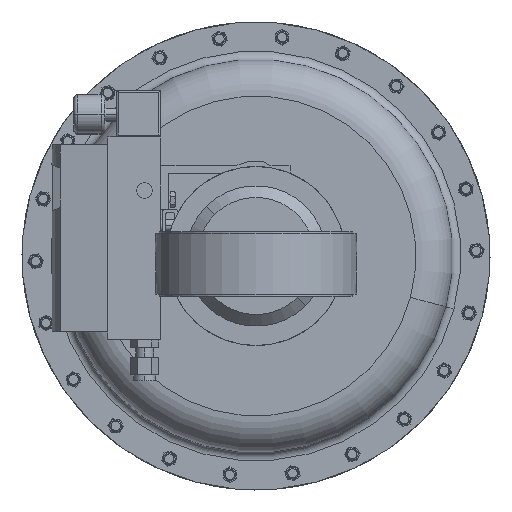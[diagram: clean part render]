
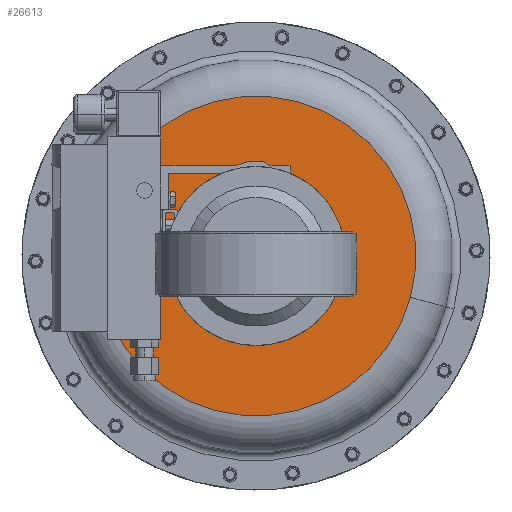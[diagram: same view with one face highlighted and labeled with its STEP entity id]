
A CAD part, front view. The second image highlights one B-rep face of the part: STEP entity #26613.
In plain terms, the highlighted planar face has unit normal (0, -1, 0).
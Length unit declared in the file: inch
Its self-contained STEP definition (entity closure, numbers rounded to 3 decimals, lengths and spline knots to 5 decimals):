
#176 = CIRCLE ( 'NONE', #34042, 5.125 ) ;
#797 = EDGE_CURVE ( 'NONE', #1650, #15381, #17364, .T. ) ;
#1552 = AXIS2_PLACEMENT_3D ( 'NONE', #12807, #34711, #15947 ) ;
#1650 = VERTEX_POINT ( 'NONE', #14168 ) ;
#2682 = DIRECTION ( 'NONE',  ( 0.966, 0., -0.259 ) ) ;
#2992 = CARTESIAN_POINT ( 'NONE',  ( -4.95037, 14.2305, 1.32645 ) ) ;
#7906 = CIRCLE ( 'NONE', #1552, 2.375 ) ;
#7964 = DIRECTION ( 'NONE',  ( -0.966, 0., 0.259 ) ) ;
#8619 = DIRECTION ( 'NONE',  ( 0., 1., 0. ) ) ;
#9480 = CARTESIAN_POINT ( 'NONE',  ( 4.95037, 14.2305, -1.32645 ) ) ;
#10111 = VERTEX_POINT ( 'NONE', #9480 ) ;
#11534 = ORIENTED_EDGE ( 'NONE', *, *, #797, .T. ) ;
#12807 = CARTESIAN_POINT ( 'NONE',  ( 0., 14.2305, 0. ) ) ;
#14030 = PLANE ( 'NONE',  #28775 ) ;
#14168 = CARTESIAN_POINT ( 'NONE',  ( -1.67938, 14.2305, -1.67938 ) ) ;
#14671 = EDGE_CURVE ( 'NONE', #10111, #34608, #25282, .T. ) ;
#15267 = FACE_BOUND ( 'NONE', #27079, .T. ) ;
#15268 = DIRECTION ( 'NONE',  ( 0., 1., 0. ) ) ;
#15381 = VERTEX_POINT ( 'NONE', #21155 ) ;
#15947 = DIRECTION ( 'NONE',  ( 0.707, 0., 0.707 ) ) ;
#17364 = CIRCLE ( 'NONE', #20709, 2.375 ) ;
#20431 = CARTESIAN_POINT ( 'NONE',  ( -1.32645, 14.2305, -4.95037 ) ) ;
#20709 = AXIS2_PLACEMENT_3D ( 'NONE', #34035, #15268, #37198 ) ;
#21155 = CARTESIAN_POINT ( 'NONE',  ( 1.67938, 14.2305, 1.67938 ) ) ;
#21389 = DIRECTION ( 'NONE',  ( 0., 1., 0. ) ) ;
#25282 = CIRCLE ( 'NONE', #32376, 5.125 ) ;
#25624 = EDGE_CURVE ( 'NONE', #34608, #10111, #176, .T. ) ;
#25742 = ORIENTED_EDGE ( 'NONE', *, *, #25624, .F. ) ;
#26454 = EDGE_CURVE ( 'NONE', #15381, #1650, #7906, .T. ) ;
#26613 = ADVANCED_FACE ( 'NONE', ( #29946, #15267 ), #14030, .T. ) ;
#26627 = ORIENTED_EDGE ( 'NONE', *, *, #14671, .F. ) ;
#26731 = DIRECTION ( 'NONE',  ( 0., -1., 0. ) ) ;
#27079 = EDGE_LOOP ( 'NONE', ( #11534, #39215 ) ) ;
#27363 = CARTESIAN_POINT ( 'NONE',  ( 0., 14.2305, 0. ) ) ;
#28285 = EDGE_LOOP ( 'NONE', ( #26627, #25742 ) ) ;
#28775 = AXIS2_PLACEMENT_3D ( 'NONE', #20431, #26731, #7964 ) ;
#29946 = FACE_OUTER_BOUND ( 'NONE', #28285, .T. ) ;
#30543 = DIRECTION ( 'NONE',  ( 0.966, 0., -0.259 ) ) ;
#32376 = AXIS2_PLACEMENT_3D ( 'NONE', #40205, #21389, #2682 ) ;
#34035 = CARTESIAN_POINT ( 'NONE',  ( 0., 14.2305, 0. ) ) ;
#34042 = AXIS2_PLACEMENT_3D ( 'NONE', #27363, #8619, #30543 ) ;
#34608 = VERTEX_POINT ( 'NONE', #2992 ) ;
#34711 = DIRECTION ( 'NONE',  ( 0., 1., 0. ) ) ;
#37198 = DIRECTION ( 'NONE',  ( 0.707, 0., 0.707 ) ) ;
#39215 = ORIENTED_EDGE ( 'NONE', *, *, #26454, .T. ) ;
#40205 = CARTESIAN_POINT ( 'NONE',  ( 0., 14.2305, 0. ) ) ;
